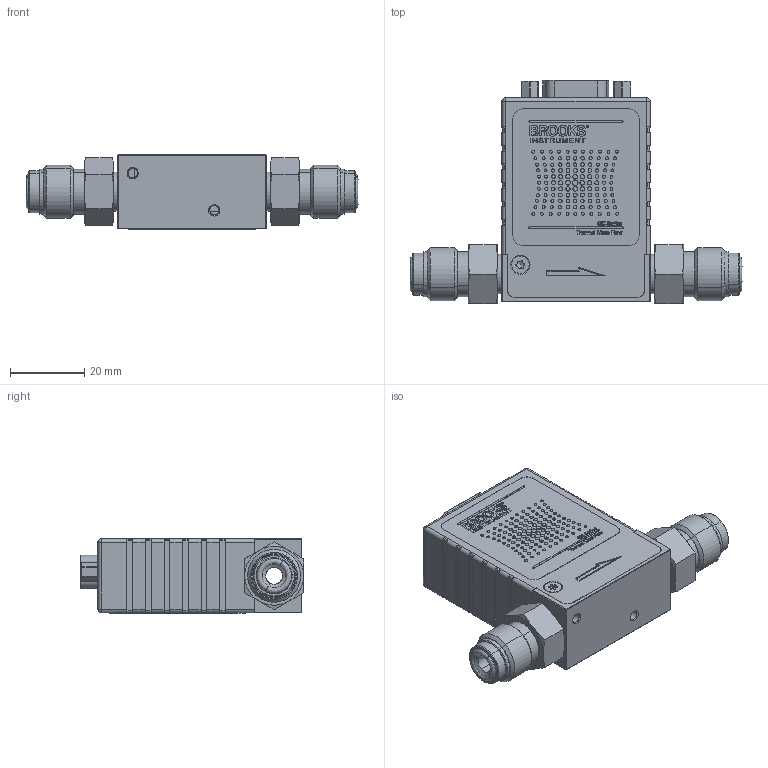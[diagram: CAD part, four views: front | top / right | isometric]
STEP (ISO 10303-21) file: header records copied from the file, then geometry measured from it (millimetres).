
FILE_DESCRIPTION (( 'STEP AP214' ), '1' );
FILE_NAME ('GC50_.25VCR.STEP', '2025-11-13T20:41:54', ( 'mrutkowski' ), ( '' ), 'SwSTEP 2.0', 'SolidWorks 2023', '' );
FILE_SCHEMA (( 'AUTOMOTIVE_DESIGN' ));
Products named in the file (1): GC50_.25VCR
Bounding box: 89.56 x 60.18 x 20.5 mm (x, y, z)
Surface area: 16710.5 mm2 (no closed solid volume)
Topology: 0 solids, 339 shells, 2220 faces, 10130 edges, 8260 vertices
Faces by surface type: bspline 1203, plane 826, cylinder 141, cone 50
Full cylindrical faces by diameter (mm): 1.252 x9, 2.05 x2, 2.5 x2, 4.741 x2, 10.6 x2, 10.605 x2
Entity records: 110711 total; most frequent: CARTESIAN_POINT 47167, ORIENTED_EDGE 12977, EDGE_CURVE 10068, VERTEX_POINT 8240, DIRECTION 7041, B_SPLINE_CURVE_WITH_KNOTS 5405, VECTOR 4275, LINE 4275
